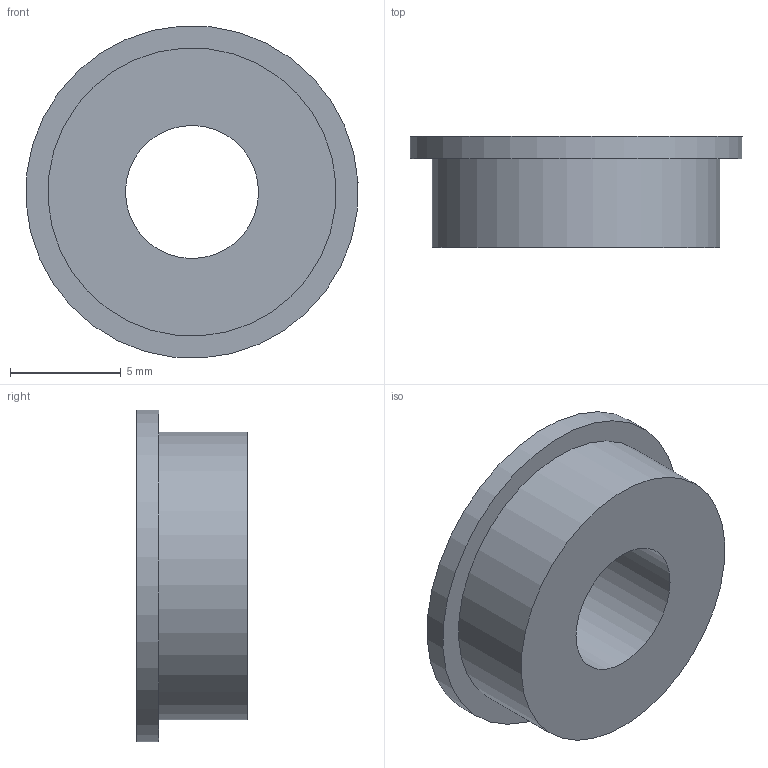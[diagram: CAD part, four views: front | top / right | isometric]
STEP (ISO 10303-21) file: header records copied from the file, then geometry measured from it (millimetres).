
FILE_DESCRIPTION(/* description */ (''),/* implementation_level */ '2;1');
FILE_NAME(/* name */ 'F686ZZ.step',/* time_stamp */ '2025-07-03T09:45:52+08:00',/* author */ (''),/* organization */ (''),/* preprocessor_version */ 'ST-DEVELOPER v20.1',/* originating_system */ 'Autodesk Translation Framework v14.10.0.0',/* authorisation */ '');
FILE_SCHEMA (('AUTOMOTIVE_DESIGN { 1 0 10303 214 3 1 1 }'));
Length unit declared in the file: millimetre
Products named in the file (3): ROBOT; arm1; F686ZZ
Assembly tree (2 placements, depth 3):
  ROBOT
    arm1
      F686ZZ
Bounding box: 14.97 x 5 x 14.97 mm (x, y, z)
Volume: 461.2 mm3; surface area: 805.8 mm2
Topology: 1 solids, 1 shells, 10 faces, 17 edges, 11 vertices
Faces by surface type: cylinder 5, plane 4, torus 1
Full cylindrical faces by diameter (mm): 6 x1, 9 x1, 10 x1, 13 x1, 15 x1
Entity records: 343 total; most frequent: DIRECTION 59, CARTESIAN_POINT 43, ORIENTED_EDGE 34, AXIS2_PLACEMENT_3D 27, EDGE_CURVE 17, EDGE_LOOP 14, CIRCLE 12, VERTEX_POINT 11
